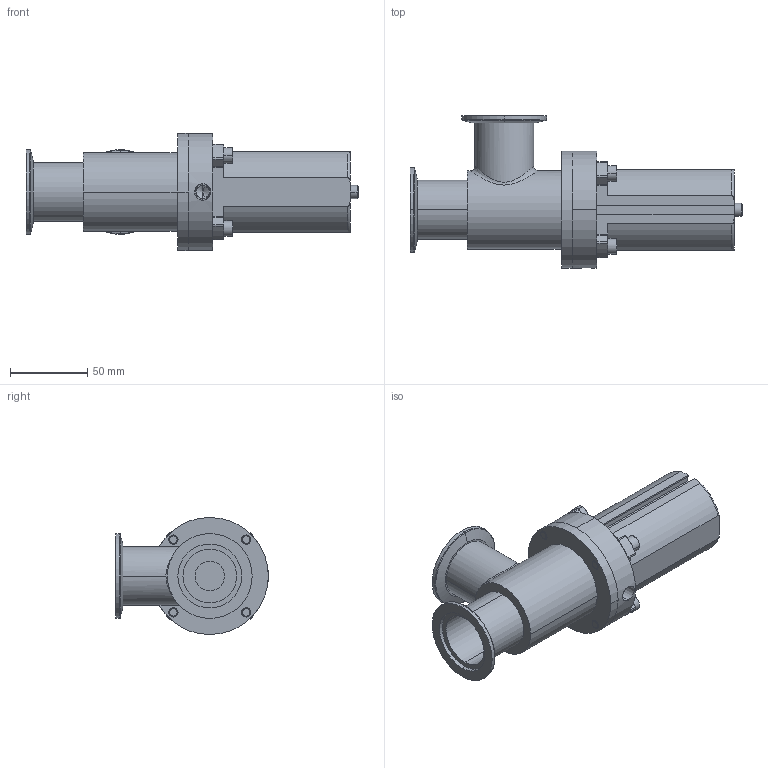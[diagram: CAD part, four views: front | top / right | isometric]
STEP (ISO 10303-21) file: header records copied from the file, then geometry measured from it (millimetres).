
FILE_DESCRIPTION (( 'STEP AP214' ), '1' );
FILE_NAME ('A-1500-P-KF40_PNEUMATIC_ANGLE_VALVE.STEP', '2025-01-16T15:23:42', ( '' ), ( '' ), 'SwSTEP 2.0', 'SolidWorks 2023', '' );
FILE_SCHEMA (( 'AUTOMOTIVE_DESIGN' ));
Length unit declared in the file: millimetre
Products named in the file (1): A-1500-P-KF40_PNEUMATIC_ANGLE_VALVE
Bounding box: 214.96 x 98.86 x 75.79 mm (x, y, z)
Volume: 378166.5 mm3; surface area: 99129.4 mm2
Topology: 11 solids, 11 shells, 258 faces, 613 edges, 396 vertices
Faces by surface type: cylinder 110, plane 106, torus 20, cone 20, bspline 2
Entity records: 9262 total; most frequent: CARTESIAN_POINT 2940, DIRECTION 1365, ORIENTED_EDGE 1218, EDGE_CURVE 609, AXIS2_PLACEMENT_3D 529, VERTEX_POINT 396, EDGE_LOOP 309, LINE 307
